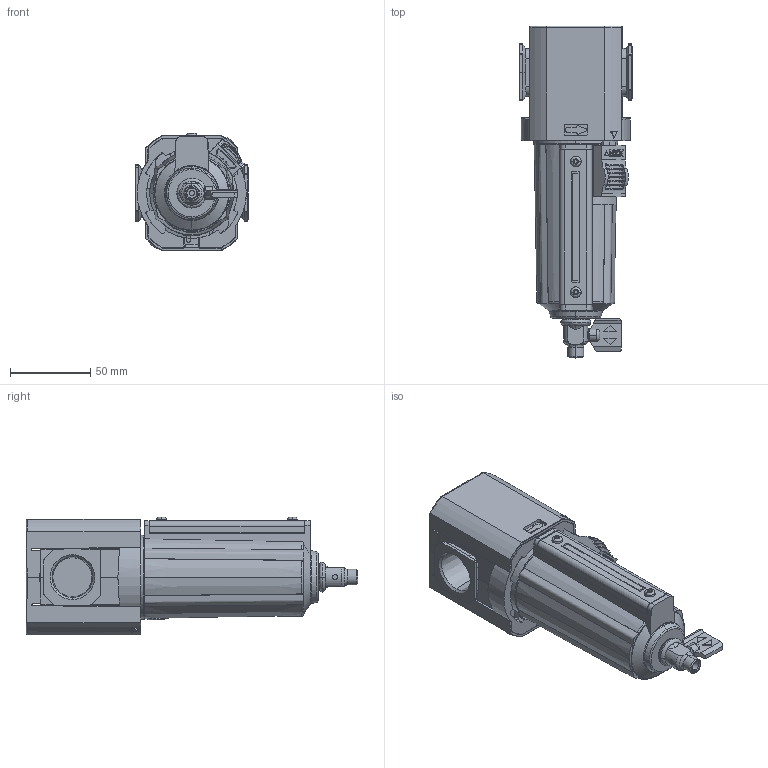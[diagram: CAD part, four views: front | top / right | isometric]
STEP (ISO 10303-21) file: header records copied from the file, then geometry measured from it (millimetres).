
FILE_DESCRIPTION (( 'STEP AP203' ), '1' );
FILE_NAME ('F84G-6AN-QD3.step', '2021-09-07T18:32:06', ( '' ), ( '' ), 'SwSTEP 2.0', 'SolidWorks 2021', '' );
FILE_SCHEMA (( 'CONFIG_CONTROL_DESIGN' ));
Length unit declared in the file: inch
Products named in the file (1): F84G-6AN-QD3
Bounding box: 70.25 x 206.9 x 73.46 mm (x, y, z)
Volume: 458899.2 mm3; surface area: 108742.9 mm2
Topology: 6 solids, 6 shells, 1221 faces, 3308 edges, 2142 vertices
Faces by surface type: plane 529, cylinder 430, bspline 142, cone 108, torus 12
Entity records: 43802 total; most frequent: CARTESIAN_POINT 14470, ORIENTED_EDGE 6584, DIRECTION 5636, EDGE_CURVE 3292, VERTEX_POINT 2142, AXIS2_PLACEMENT_3D 2012, LINE 1612, VECTOR 1612
